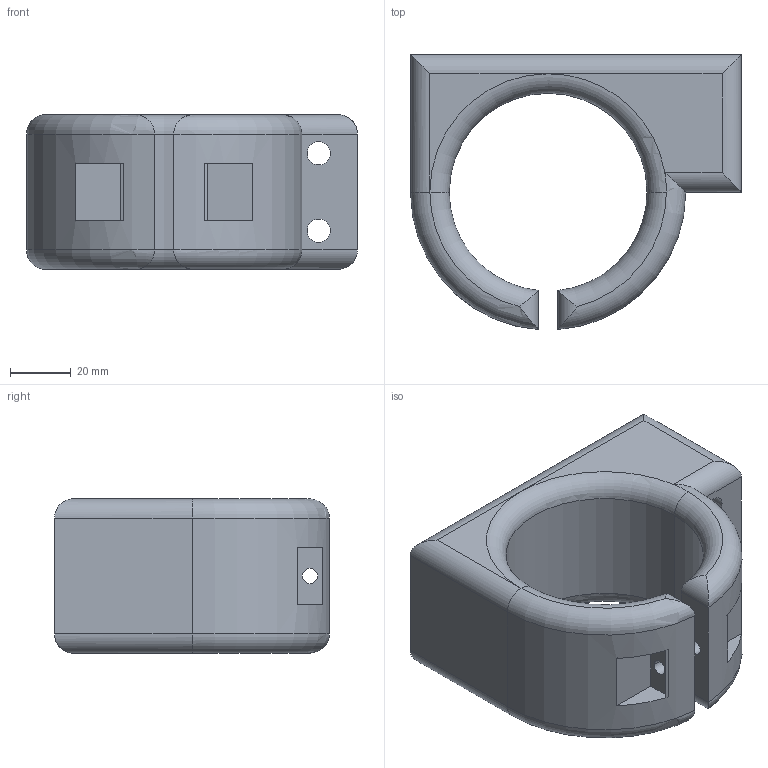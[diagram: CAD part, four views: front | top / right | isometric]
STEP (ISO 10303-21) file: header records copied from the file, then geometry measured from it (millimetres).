
FILE_DESCRIPTION (( 'STEP AP214' ), '1' );
FILE_NAME ('stupid thing - Copy.STEP', '2025-02-19T05:52:30', ( '' ), ( '' ), 'SwSTEP 2.0', 'SolidWorks 2024', '' );
FILE_SCHEMA (( 'AUTOMOTIVE_DESIGN' ));
Length unit declared in the file: inch
Products named in the file (1): stupid thing - Copy
Bounding box: 108.7 x 90.29 x 50.8 mm (x, y, z)
Volume: 222643.8 mm3; surface area: 38391 mm2
Topology: 1 solids, 1 shells, 55 faces, 123 edges, 72 vertices
Faces by surface type: cylinder 25, plane 20, torus 10
Entity records: 1736 total; most frequent: CARTESIAN_POINT 479, DIRECTION 265, ORIENTED_EDGE 246, EDGE_CURVE 123, AXIS2_PLACEMENT_3D 102, VERTEX_POINT 72, EDGE_LOOP 65, VECTOR 61
